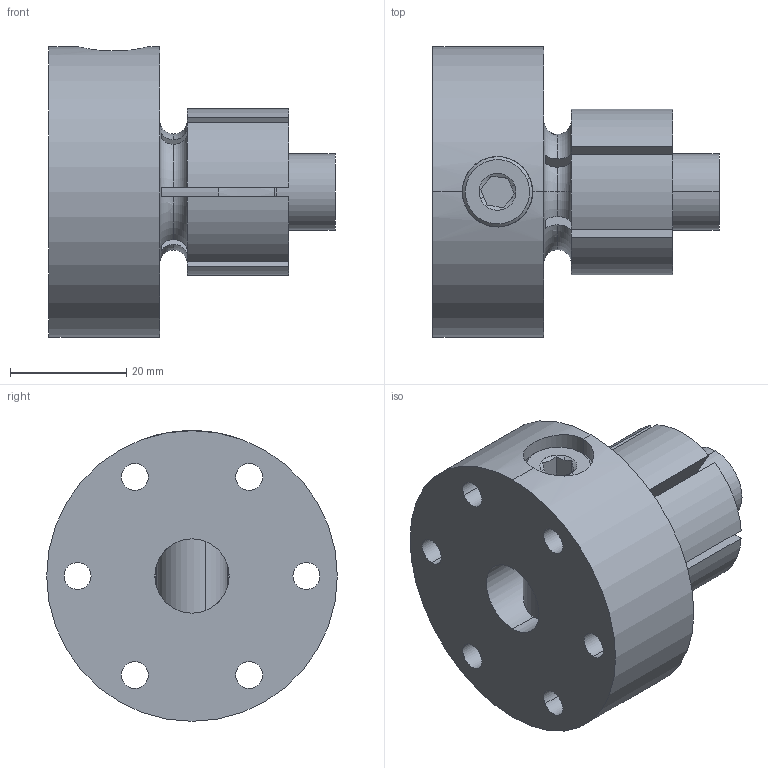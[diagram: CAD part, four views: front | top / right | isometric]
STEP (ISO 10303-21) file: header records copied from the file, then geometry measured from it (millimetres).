
FILE_DESCRIPTION (( 'STEP AP214' ), '1' );
FILE_NAME ('SW3dPS-38210.step.step', '2009-08-24T12:40:47', ( 'SysAdmin' ), ( 'SolidWorks' ), 'SwSTEP 2.0', 'SolidWorks 2009', '' );
FILE_SCHEMA (( 'AUTOMOTIVE_DESIGN' ));
Length unit declared in the file: millimetre
Products named in the file (6): SW3dPS-38210.step_38210.sldasm-Part-4; SW3dPS-38210.step_38210.sldasm-Part-3; SW3dPS-38210.step_38210.sldasm-Part-2; SW3dPS-38210.step_38210.sldasm-Part-5; SW3dPS-38210.step_38210.sldasm-Part-1; SW3dPS-38210.step
Assembly tree (5 placements, depth 2):
  SW3dPS-38210.step
    SW3dPS-38210.step_38210.sldasm-Part-2
    SW3dPS-38210.step_38210.sldasm-Part-1
    SW3dPS-38210.step_38210.sldasm-Part-5
    SW3dPS-38210.step_38210.sldasm-Part-3
    SW3dPS-38210.step_38210.sldasm-Part-4
Bounding box: 49.21 x 49.99 x 49.99 mm (x, y, z)
Volume: 45250.3 mm3; surface area: 19149.9 mm2
Topology: 5 solids, 5 shells, 161 faces, 426 edges, 271 vertices
Faces by surface type: plane 65, cylinder 55, cone 31, torus 10
Entity records: 5821 total; most frequent: CARTESIAN_POINT 1528, DIRECTION 879, ORIENTED_EDGE 844, EDGE_CURVE 422, AXIS2_PLACEMENT_3D 338, VERTEX_POINT 271, VECTOR 203, LINE 203
